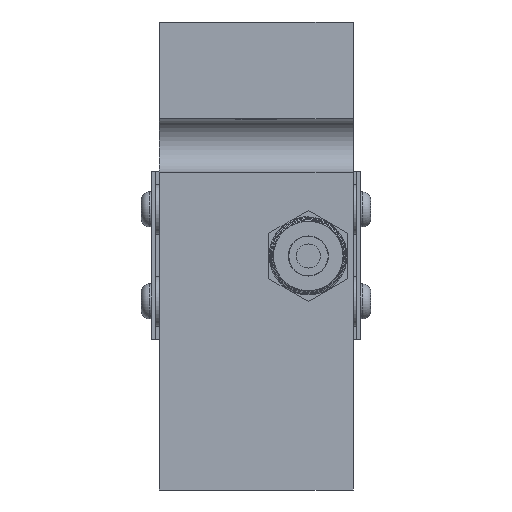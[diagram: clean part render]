
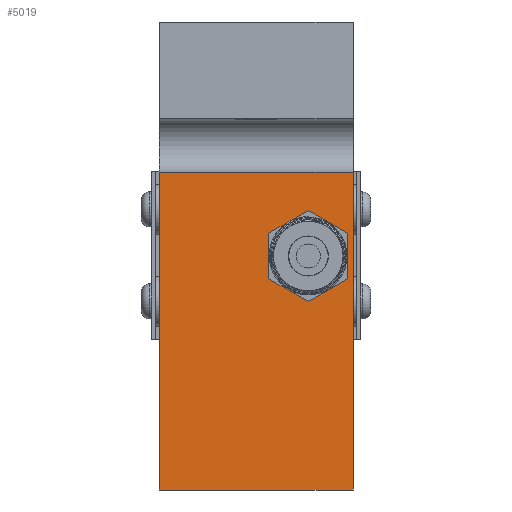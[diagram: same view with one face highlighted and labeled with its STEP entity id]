
A CAD part, left-side view. The second image highlights one B-rep face of the part: STEP entity #5019.
In plain terms, the highlighted planar face has unit normal (-1, 0, 0).
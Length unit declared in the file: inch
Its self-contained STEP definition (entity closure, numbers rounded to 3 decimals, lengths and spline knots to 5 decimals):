
#4099=CARTESIAN_POINT('',(4.99896,4.65094,-1.45));
#4100=VERTEX_POINT('',#4099);
#4107=CARTESIAN_POINT('',(4.99896,7.02594,-1.45));
#4108=VERTEX_POINT('',#4107);
#4109=CARTESIAN_POINT('',(4.99896,7.02594,-1.45));
#4110=DIRECTION('',(0.0,-1.0,0.0));
#4111=VECTOR('',#4110,2.375);
#4112=LINE('',#4109,#4111);
#4113=EDGE_CURVE('',#4108,#4100,#4112,.T.);
#4780=CARTESIAN_POINT('',(4.99896,4.65094,0.0));
#4781=VERTEX_POINT('',#4780);
#4788=CARTESIAN_POINT('',(4.99896,4.65094,0.0));
#4789=DIRECTION('',(0.0,0.0,-1.0));
#4790=VECTOR('',#4789,1.45);
#4791=LINE('',#4788,#4790);
#4792=EDGE_CURVE('',#4781,#4100,#4791,.T.);
#4932=CARTESIAN_POINT('',(4.99896,7.02594,0.0));
#4933=VERTEX_POINT('',#4932);
#4934=CARTESIAN_POINT('',(4.99896,7.02594,0.0));
#4935=DIRECTION('',(0.0,0.0,-1.0));
#4936=VECTOR('',#4935,1.45);
#4937=LINE('',#4934,#4936);
#4938=EDGE_CURVE('',#4933,#4108,#4937,.T.);
#4953=CARTESIAN_POINT('',(4.99896,7.02594,0.0));
#4954=DIRECTION('',(-1.0,0.0,0.0));
#4955=DIRECTION('',(0.0,0.0,1.0));
#4956=AXIS2_PLACEMENT_3D('',#4953,#4954,#4955);
#4957=PLANE('',#4956);
#4958=ORIENTED_EDGE('',*,*,#4113,.T.);
#4959=ORIENTED_EDGE('',*,*,#4792,.F.);
#4960=CARTESIAN_POINT('',(4.99896,4.65094,0.0));
#4961=DIRECTION('',(0.0,1.0,0.0));
#4962=VECTOR('',#4961,2.375);
#4963=LINE('',#4960,#4962);
#4964=EDGE_CURVE('',#4781,#4933,#4963,.T.);
#4965=ORIENTED_EDGE('',*,*,#4964,.T.);
#4966=ORIENTED_EDGE('',*,*,#4938,.T.);
#4967=EDGE_LOOP('',(#4958,#4959,#4965,#4966));
#4968=FACE_OUTER_BOUND('',#4967,.T.);
#4969=CARTESIAN_POINT('',(4.99896,5.10562,-0.8195));
#4970=VERTEX_POINT('',#4969);
#4971=CARTESIAN_POINT('',(4.99896,4.9353,-1.1145));
#4972=VERTEX_POINT('',#4971);
#4973=CARTESIAN_POINT('',(4.99896,5.10562,-0.8195));
#4974=DIRECTION('',(0.0,-0.5,-0.866));
#4975=VECTOR('',#4974,0.34064);
#4976=LINE('',#4973,#4975);
#4977=EDGE_CURVE('',#4970,#4972,#4976,.T.);
#4978=ORIENTED_EDGE('',*,*,#4977,.T.);
#4979=CARTESIAN_POINT('',(4.99896,5.10562,-1.4095));
#4980=VERTEX_POINT('',#4979);
#4981=CARTESIAN_POINT('',(4.99896,4.9353,-1.1145));
#4982=DIRECTION('',(0.0,0.5,-0.866));
#4983=VECTOR('',#4982,0.34064);
#4984=LINE('',#4981,#4983);
#4985=EDGE_CURVE('',#4972,#4980,#4984,.T.);
#4986=ORIENTED_EDGE('',*,*,#4985,.T.);
#4987=CARTESIAN_POINT('',(4.99896,5.44626,-1.4095));
#4988=VERTEX_POINT('',#4987);
#4989=CARTESIAN_POINT('',(4.99896,5.10562,-1.4095));
#4990=DIRECTION('',(0.0,1.0,0.0));
#4991=VECTOR('',#4990,0.34064);
#4992=LINE('',#4989,#4991);
#4993=EDGE_CURVE('',#4980,#4988,#4992,.T.);
#4994=ORIENTED_EDGE('',*,*,#4993,.T.);
#4995=CARTESIAN_POINT('',(4.99896,5.61657,-1.1145));
#4996=VERTEX_POINT('',#4995);
#4997=CARTESIAN_POINT('',(4.99896,5.44626,-1.4095));
#4998=DIRECTION('',(0.0,0.5,0.866));
#4999=VECTOR('',#4998,0.34064);
#5000=LINE('',#4997,#4999);
#5001=EDGE_CURVE('',#4988,#4996,#5000,.T.);
#5002=ORIENTED_EDGE('',*,*,#5001,.T.);
#5003=CARTESIAN_POINT('',(4.99896,5.44626,-0.8195));
#5004=VERTEX_POINT('',#5003);
#5005=CARTESIAN_POINT('',(4.99896,5.61657,-1.1145));
#5006=DIRECTION('',(0.0,-0.5,0.866));
#5007=VECTOR('',#5006,0.34064);
#5008=LINE('',#5005,#5007);
#5009=EDGE_CURVE('',#4996,#5004,#5008,.T.);
#5010=ORIENTED_EDGE('',*,*,#5009,.T.);
#5011=CARTESIAN_POINT('',(4.99896,5.44626,-0.8195));
#5012=DIRECTION('',(0.0,-1.0,0.0));
#5013=VECTOR('',#5012,0.34064);
#5014=LINE('',#5011,#5013);
#5015=EDGE_CURVE('',#5004,#4970,#5014,.T.);
#5016=ORIENTED_EDGE('',*,*,#5015,.T.);
#5017=EDGE_LOOP('',(#4978,#4986,#4994,#5002,#5010,#5016));
#5018=FACE_BOUND('',#5017,.T.);
#5019=ADVANCED_FACE('',(#4968,#5018),#4957,.T.);
